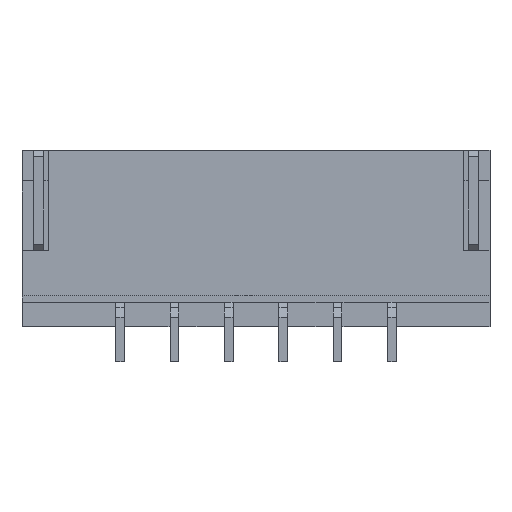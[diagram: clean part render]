
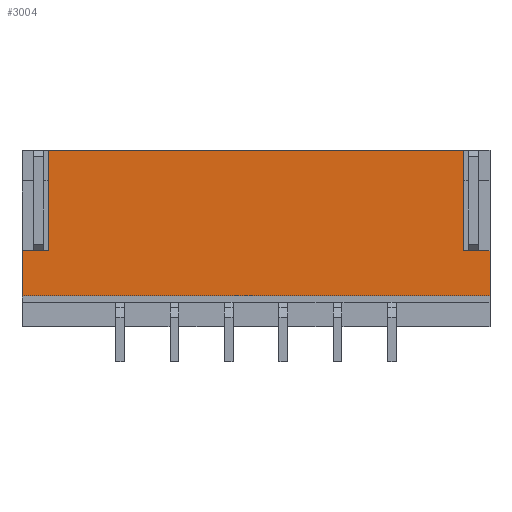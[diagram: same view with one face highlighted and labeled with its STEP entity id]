
A CAD part, front view. The second image highlights one B-rep face of the part: STEP entity #3004.
In plain terms, the highlighted planar face has unit normal (0, -1, 0).
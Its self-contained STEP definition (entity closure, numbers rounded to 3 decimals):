
#3 = VERTEX_POINT ( 'NONE', #9443 ) ;
#272 = DIRECTION ( 'NONE',  ( 0., 0., 1. ) ) ;
#525 = EDGE_CURVE ( 'NONE', #2127, #3, #7282, .T. ) ;
#695 = CARTESIAN_POINT ( 'NONE',  ( 10.15, 0., -2.3 ) ) ;
#930 = CARTESIAN_POINT ( 'NONE',  ( 0., 0., -3.34 ) ) ;
#945 = AXIS2_PLACEMENT_3D ( 'NONE', #1189, #10595, #272 ) ;
#1053 = VECTOR ( 'NONE', #2257, 1000. ) ;
#1189 = CARTESIAN_POINT ( 'NONE',  ( 10.75, 0., 0. ) ) ;
#1492 = CARTESIAN_POINT ( 'NONE',  ( 10.75, 0., -3.34 ) ) ;
#2060 = EDGE_CURVE ( 'NONE', #6641, #5878, #11769, .T. ) ;
#2127 = VERTEX_POINT ( 'NONE', #12152 ) ;
#2257 = DIRECTION ( 'NONE',  ( 0., 0., 1. ) ) ;
#3004 = ADVANCED_FACE ( 'NONE', ( #7443 ), #4016, .F. ) ;
#3195 = DIRECTION ( 'NONE',  ( -1., 0., 0. ) ) ;
#3498 = ORIENTED_EDGE ( 'NONE', *, *, #11412, .F. ) ;
#3736 = CARTESIAN_POINT ( 'NONE',  ( 10.75, 0., -3.34 ) ) ;
#3789 = CARTESIAN_POINT ( 'NONE',  ( 0.6, 0., 0. ) ) ;
#3879 = CARTESIAN_POINT ( 'NONE',  ( 0., 0., 0. ) ) ;
#4016 = PLANE ( 'NONE',  #945 ) ;
#4587 = LINE ( 'NONE', #6171, #10547 ) ;
#4771 = DIRECTION ( 'NONE',  ( 0., 0., 1. ) ) ;
#4825 = LINE ( 'NONE', #3789, #7226 ) ;
#4860 = DIRECTION ( 'NONE',  ( 0., 0., 1. ) ) ;
#4903 = ORIENTED_EDGE ( 'NONE', *, *, #11762, .F. ) ;
#5012 = EDGE_CURVE ( 'NONE', #12091, #2127, #4825, .T. ) ;
#5081 = DIRECTION ( 'NONE',  ( 0., 0., -1. ) ) ;
#5103 = CARTESIAN_POINT ( 'NONE',  ( 10.75, 0., 0. ) ) ;
#5184 = CARTESIAN_POINT ( 'NONE',  ( 0.6, 0., -2.3 ) ) ;
#5416 = DIRECTION ( 'NONE',  ( 1., 0., 0. ) ) ;
#5435 = ORIENTED_EDGE ( 'NONE', *, *, #12286, .F. ) ;
#5878 = VERTEX_POINT ( 'NONE', #10847 ) ;
#6171 = CARTESIAN_POINT ( 'NONE',  ( 10.75, 0., 0. ) ) ;
#6249 = ORIENTED_EDGE ( 'NONE', *, *, #525, .F. ) ;
#6641 = VERTEX_POINT ( 'NONE', #11167 ) ;
#7122 = LINE ( 'NONE', #3879, #9504 ) ;
#7226 = VECTOR ( 'NONE', #4771, 1000. ) ;
#7278 = VECTOR ( 'NONE', #8352, 1000. ) ;
#7282 = LINE ( 'NONE', #5103, #9651 ) ;
#7443 = FACE_OUTER_BOUND ( 'NONE', #10593, .T. ) ;
#7986 = CARTESIAN_POINT ( 'NONE',  ( 10.15, 0., 0. ) ) ;
#8352 = DIRECTION ( 'NONE',  ( -1., 0., 0. ) ) ;
#8730 = ORIENTED_EDGE ( 'NONE', *, *, #5012, .F. ) ;
#8747 = VERTEX_POINT ( 'NONE', #930 ) ;
#8812 = VECTOR ( 'NONE', #3195, 1000. ) ;
#9101 = LINE ( 'NONE', #11835, #8812 ) ;
#9443 = CARTESIAN_POINT ( 'NONE',  ( 10.15, 0., 0. ) ) ;
#9504 = VECTOR ( 'NONE', #4860, 1000. ) ;
#9599 = EDGE_CURVE ( 'NONE', #12091, #10779, #9101, .T. ) ;
#9629 = EDGE_CURVE ( 'NONE', #6641, #3, #10735, .T. ) ;
#9651 = VECTOR ( 'NONE', #11809, 1000. ) ;
#9743 = VERTEX_POINT ( 'NONE', #1492 ) ;
#9836 = VECTOR ( 'NONE', #5416, 1000. ) ;
#10035 = ORIENTED_EDGE ( 'NONE', *, *, #9599, .T. ) ;
#10080 = LINE ( 'NONE', #3736, #7278 ) ;
#10316 = ORIENTED_EDGE ( 'NONE', *, *, #2060, .F. ) ;
#10358 = ORIENTED_EDGE ( 'NONE', *, *, #9629, .T. ) ;
#10547 = VECTOR ( 'NONE', #5081, 1000. ) ;
#10593 = EDGE_LOOP ( 'NONE', ( #10358, #6249, #8730, #10035, #4903, #5435, #3498, #10316 ) ) ;
#10595 = DIRECTION ( 'NONE',  ( 0., 1., 0. ) ) ;
#10735 = LINE ( 'NONE', #7986, #1053 ) ;
#10779 = VERTEX_POINT ( 'NONE', #11891 ) ;
#10847 = CARTESIAN_POINT ( 'NONE',  ( 10.75, 0., -2.3 ) ) ;
#11167 = CARTESIAN_POINT ( 'NONE',  ( 10.15, 0., -2.3 ) ) ;
#11412 = EDGE_CURVE ( 'NONE', #5878, #9743, #4587, .T. ) ;
#11762 = EDGE_CURVE ( 'NONE', #8747, #10779, #7122, .T. ) ;
#11769 = LINE ( 'NONE', #695, #9836 ) ;
#11809 = DIRECTION ( 'NONE',  ( 1., 0., 0. ) ) ;
#11835 = CARTESIAN_POINT ( 'NONE',  ( 0.6, 0., -2.3 ) ) ;
#11891 = CARTESIAN_POINT ( 'NONE',  ( 0., 0., -2.3 ) ) ;
#12091 = VERTEX_POINT ( 'NONE', #5184 ) ;
#12152 = CARTESIAN_POINT ( 'NONE',  ( 0.6, 0., 0. ) ) ;
#12286 = EDGE_CURVE ( 'NONE', #9743, #8747, #10080, .T. ) ;
